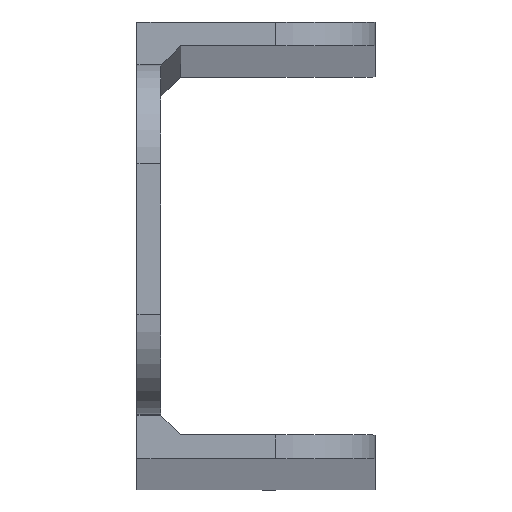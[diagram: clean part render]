
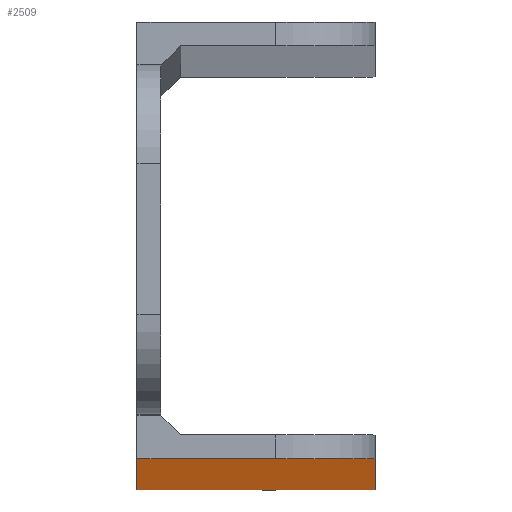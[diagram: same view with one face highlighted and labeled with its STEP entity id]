
A CAD part, top view. The second image highlights one B-rep face of the part: STEP entity #2509.
In plain terms, the highlighted planar face has unit normal (0, -1, 0).
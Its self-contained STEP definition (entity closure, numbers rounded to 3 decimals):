
#239 = DIRECTION ( 'NONE',  ( 0., 0., -1. ) ) ;
#460 = EDGE_CURVE ( 'NONE', #2811, #3334, #4955, .T. ) ;
#743 = AXIS2_PLACEMENT_3D ( 'NONE', #4770, #4830, #6954 ) ;
#754 = VERTEX_POINT ( 'NONE', #8628 ) ;
#1250 = EDGE_CURVE ( 'NONE', #3655, #7419, #3620, .T. ) ;
#1325 = CARTESIAN_POINT ( 'NONE',  ( -1.2, -11., -452. ) ) ;
#1686 = EDGE_CURVE ( 'NONE', #1965, #754, #8342, .T. ) ;
#1707 = AXIS2_PLACEMENT_3D ( 'NONE', #8855, #6751, #7428 ) ;
#1717 = ORIENTED_EDGE ( 'NONE', *, *, #5193, .T. ) ;
#1722 = CARTESIAN_POINT ( 'NONE',  ( -1.2, -11., 455.111 ) ) ;
#1965 = VERTEX_POINT ( 'NONE', #8373 ) ;
#2022 = DIRECTION ( 'NONE',  ( 0., 1., 0. ) ) ;
#2152 = ORIENTED_EDGE ( 'NONE', *, *, #460, .T. ) ;
#2481 = CARTESIAN_POINT ( 'NONE',  ( 10.8, -11., -447. ) ) ;
#2509 = ADVANCED_FACE ( 'NONE', ( #3276 ), #6922, .F. ) ;
#2636 = EDGE_LOOP ( 'NONE', ( #1717, #7485, #2818, #7471, #8394, #2152 ) ) ;
#2757 = CARTESIAN_POINT ( 'NONE',  ( 0., -11., 452. ) ) ;
#2811 = VERTEX_POINT ( 'NONE', #8864 ) ;
#2818 = ORIENTED_EDGE ( 'NONE', *, *, #7990, .T. ) ;
#2880 = AXIS2_PLACEMENT_3D ( 'NONE', #4112, #2022, #7632 ) ;
#3070 = VECTOR ( 'NONE', #239, 1000. ) ;
#3276 = FACE_OUTER_BOUND ( 'NONE', #2636, .T. ) ;
#3334 = VERTEX_POINT ( 'NONE', #2481 ) ;
#3611 = CARTESIAN_POINT ( 'NONE',  ( -1.2, -11., 452. ) ) ;
#3620 = LINE ( 'NONE', #1722, #3070 ) ;
#3649 = LINE ( 'NONE', #5651, #7501 ) ;
#3655 = VERTEX_POINT ( 'NONE', #3611 ) ;
#3656 = DIRECTION ( 'NONE',  ( 1., 0., 0. ) ) ;
#3854 = VECTOR ( 'NONE', #4960, 1000. ) ;
#4112 = CARTESIAN_POINT ( 'NONE',  ( 0., -11., 0. ) ) ;
#4360 = DIRECTION ( 'NONE',  ( 0., 0., 1. ) ) ;
#4770 = CARTESIAN_POINT ( 'NONE',  ( 5.8, -11., -447. ) ) ;
#4830 = DIRECTION ( 'NONE',  ( 0., -1., 0. ) ) ;
#4955 = CIRCLE ( 'NONE', #743, 5. ) ;
#4960 = DIRECTION ( 'NONE',  ( -1., 0., 0. ) ) ;
#5153 = EDGE_CURVE ( 'NONE', #7419, #2811, #3649, .T. ) ;
#5193 = EDGE_CURVE ( 'NONE', #3334, #1965, #5735, .T. ) ;
#5616 = VECTOR ( 'NONE', #4360, 1000. ) ;
#5651 = CARTESIAN_POINT ( 'NONE',  ( 0., -11., -452. ) ) ;
#5735 = LINE ( 'NONE', #5745, #5616 ) ;
#5745 = CARTESIAN_POINT ( 'NONE',  ( 10.8, -11., 0. ) ) ;
#6751 = DIRECTION ( 'NONE',  ( 0., -1., 0. ) ) ;
#6922 = PLANE ( 'NONE',  #2880 ) ;
#6954 = DIRECTION ( 'NONE',  ( -1., 0., 0. ) ) ;
#7419 = VERTEX_POINT ( 'NONE', #1325 ) ;
#7428 = DIRECTION ( 'NONE',  ( -1., 0., 0. ) ) ;
#7471 = ORIENTED_EDGE ( 'NONE', *, *, #1250, .T. ) ;
#7485 = ORIENTED_EDGE ( 'NONE', *, *, #1686, .T. ) ;
#7501 = VECTOR ( 'NONE', #3656, 1000. ) ;
#7606 = LINE ( 'NONE', #2757, #3854 ) ;
#7632 = DIRECTION ( 'NONE',  ( -1., 0., 0. ) ) ;
#7990 = EDGE_CURVE ( 'NONE', #754, #3655, #7606, .T. ) ;
#8342 = CIRCLE ( 'NONE', #1707, 5. ) ;
#8373 = CARTESIAN_POINT ( 'NONE',  ( 10.8, -11., 447. ) ) ;
#8394 = ORIENTED_EDGE ( 'NONE', *, *, #5153, .T. ) ;
#8628 = CARTESIAN_POINT ( 'NONE',  ( 5.8, -11., 452. ) ) ;
#8855 = CARTESIAN_POINT ( 'NONE',  ( 5.8, -11., 447. ) ) ;
#8864 = CARTESIAN_POINT ( 'NONE',  ( 5.8, -11., -452. ) ) ;
